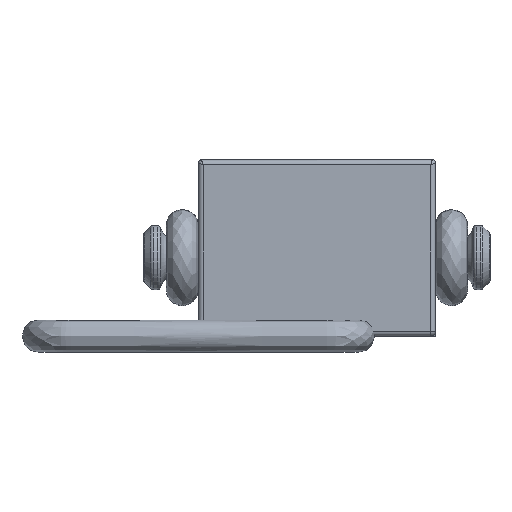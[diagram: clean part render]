
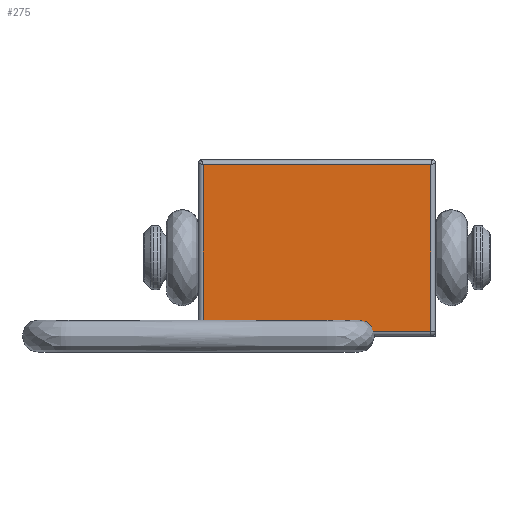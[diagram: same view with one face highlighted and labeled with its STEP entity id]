
A CAD part, front view. The second image highlights one B-rep face of the part: STEP entity #275.
In plain terms, the highlighted planar face has unit normal (0, -1, 0).
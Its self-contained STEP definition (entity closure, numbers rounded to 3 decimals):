
#275 = ADVANCED_FACE( '', ( #588 ), #589, .T. );
#588 = FACE_OUTER_BOUND( '', #1571, .T. );
#589 = PLANE( '', #1572 );
#1571 = EDGE_LOOP( '', ( #8167, #8168, #8169, #8170 ) );
#1572 = AXIS2_PLACEMENT_3D( '', #8171, #8172, #8173 );
#8167 = ORIENTED_EDGE( '', *, *, #9931, .F. );
#8168 = ORIENTED_EDGE( '', *, *, #9976, .F. );
#8169 = ORIENTED_EDGE( '', *, *, #9977, .F. );
#8170 = ORIENTED_EDGE( '', *, *, #9978, .F. );
#8171 = CARTESIAN_POINT( '', ( 14.8, 0., 0. ) );
#8172 = DIRECTION( '', ( 0., -1., 0. ) );
#8173 = DIRECTION( '', ( 0., 0., -1. ) );
#9931 = EDGE_CURVE( '', #10594, #10575, #10597, .T. );
#9976 = EDGE_CURVE( '', #10665, #10594, #10666, .T. );
#9977 = EDGE_CURVE( '', #10667, #10665, #10668, .T. );
#9978 = EDGE_CURVE( '', #10575, #10667, #10669, .T. );
#10575 = VERTEX_POINT( '', #11666 );
#10594 = VERTEX_POINT( '', #11692 );
#10597 = LINE( '', #11695, #11696 );
#10665 = VERTEX_POINT( '', #11790 );
#10666 = LINE( '', #11791, #11792 );
#10667 = VERTEX_POINT( '', #11793 );
#10668 = LINE( '', #11794, #11795 );
#10669 = LINE( '', #11796, #11797 );
#11666 = CARTESIAN_POINT( '', ( 0.3, 0., 0.3 ) );
#11692 = CARTESIAN_POINT( '', ( 14.5, 0., 0.3 ) );
#11695 = CARTESIAN_POINT( '', ( 14.5, 0., 0.3 ) );
#11696 = VECTOR( '', #14034, 1000. );
#11790 = CARTESIAN_POINT( '', ( 14.5, 0., 10.7 ) );
#11791 = CARTESIAN_POINT( '', ( 14.5, 0., 10.7 ) );
#11792 = VECTOR( '', #14115, 1000. );
#11793 = CARTESIAN_POINT( '', ( 0.3, 0., 10.7 ) );
#11794 = CARTESIAN_POINT( '', ( 0.3, 0., 10.7 ) );
#11795 = VECTOR( '', #14116, 1000. );
#11796 = CARTESIAN_POINT( '', ( 0.3, 0., 0.3 ) );
#11797 = VECTOR( '', #14117, 1000. );
#14034 = DIRECTION( '', ( -1., 0., 0. ) );
#14115 = DIRECTION( '', ( 0., 0., -1. ) );
#14116 = DIRECTION( '', ( 1., 0., 0. ) );
#14117 = DIRECTION( '', ( 0., 0., 1. ) );
